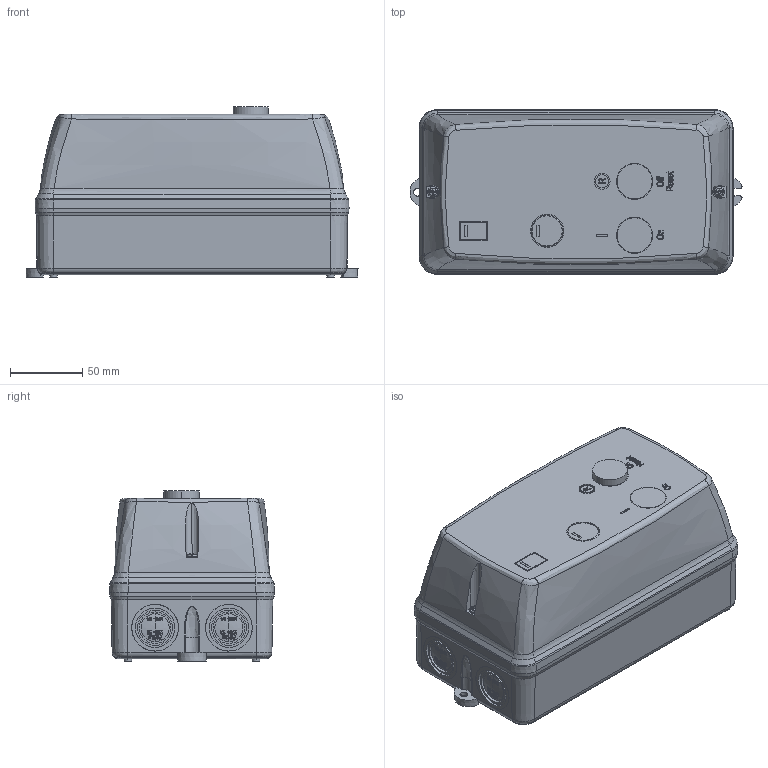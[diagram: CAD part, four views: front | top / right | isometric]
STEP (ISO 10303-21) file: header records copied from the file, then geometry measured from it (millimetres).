
FILE_DESCRIPTION (( 'STEP AP203' ), '1' );
FILE_NAME ('PESWS-B9D15AX-RM60.step', '2023-01-18T17:03:38', ( '' ), ( '' ), 'SwSTEP 2.0', 'SolidWorks 2021', '' );
FILE_SCHEMA (( 'CONFIG_CONTROL_DESIGN' ));
Length unit declared in the file: millimetre
Products named in the file (1): PESWS-B9D15AX-RM60
Bounding box: 229.43 x 114.01 x 117.5 mm (x, y, z)
Volume: 2456516.8 mm3; surface area: 166195.9 mm2
Topology: 6 solids, 6 shells, 2195 faces, 5809 edges, 3830 vertices
Faces by surface type: plane 1110, bspline 903, cylinder 92, cone 86, torus 4
Entity records: 120520 total; most frequent: CARTESIAN_POINT 73971, ORIENTED_EDGE 11586, DIRECTION 6056, EDGE_CURVE 5793, VERTEX_POINT 3830, VECTOR 2726, LINE 2726, B_SPLINE_CURVE_WITH_KNOTS 2642
